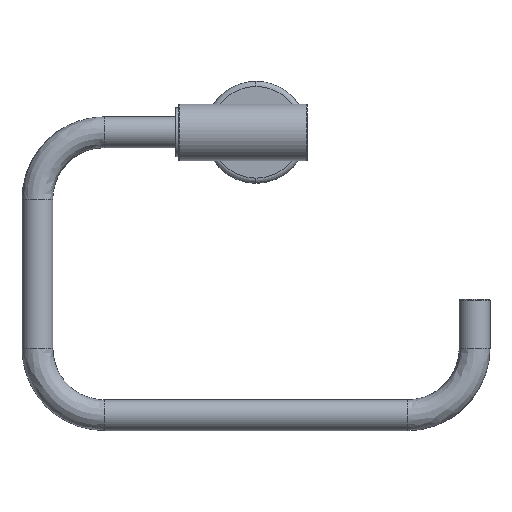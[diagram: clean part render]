
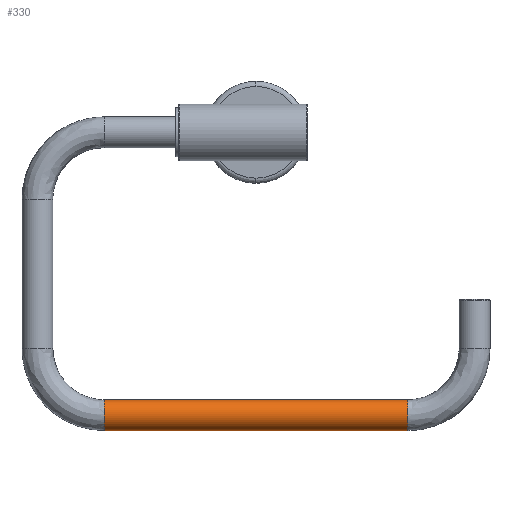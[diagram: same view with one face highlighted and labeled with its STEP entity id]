
A CAD part, front view. The second image highlights one B-rep face of the part: STEP entity #330.
In plain terms, the highlighted cylindrical face has radius 6 mm (diameter 12 mm), a partial arc.
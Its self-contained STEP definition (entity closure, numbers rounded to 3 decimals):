
#330=ADVANCED_FACE('',(#527),#2824,.T.);
#527=FACE_OUTER_BOUND('',#720,.T.);
#720=EDGE_LOOP('',(#1379,#1380,#1381,#1382));
#1379=ORIENTED_EDGE('',*,*,#1913,.T.);
#1380=ORIENTED_EDGE('',*,*,#1915,.T.);
#1381=ORIENTED_EDGE('',*,*,#1914,.T.);
#1382=ORIENTED_EDGE('',*,*,#1911,.F.);
#1911=EDGE_CURVE('',#2648,#2649,#2214,.T.);
#1913=EDGE_CURVE('',#2648,#2650,#2396,.T.);
#1914=EDGE_CURVE('',#2651,#2649,#2397,.T.);
#1915=EDGE_CURVE('',#2650,#2651,#2216,.T.);
#2214=(
BOUNDED_CURVE()
B_SPLINE_CURVE(2,(#6423,#6424,#6425,#6426,#6427),.UNSPECIFIED.,.F.,.F.)
B_SPLINE_CURVE_WITH_KNOTS((3,2,3),(-18.85,-9.425,
0.),.UNSPECIFIED.)
CURVE()
GEOMETRIC_REPRESENTATION_ITEM()
RATIONAL_B_SPLINE_CURVE((1.,0.707,1.,0.707,1.))
REPRESENTATION_ITEM('')
);
#2216=(
BOUNDED_CURVE()
B_SPLINE_CURVE(2,(#6437,#6438,#6439,#6440,#6441),.UNSPECIFIED.,.F.,.F.)
B_SPLINE_CURVE_WITH_KNOTS((3,2,3),(-18.85,-9.425,
0.),.UNSPECIFIED.)
CURVE()
GEOMETRIC_REPRESENTATION_ITEM()
RATIONAL_B_SPLINE_CURVE((1.,0.707,1.,0.707,1.))
REPRESENTATION_ITEM('')
);
#2396=B_SPLINE_CURVE_WITH_KNOTS('',1,(#6433,#6434),.UNSPECIFIED.,.F.,.F.,
(2,2),(-118.,0.),.UNSPECIFIED.);
#2397=B_SPLINE_CURVE_WITH_KNOTS('',1,(#6435,#6436),.UNSPECIFIED.,.F.,.F.,
(2,2),(-118.,0.),.UNSPECIFIED.);
#2648=VERTEX_POINT('',#6375);
#2649=VERTEX_POINT('',#6376);
#2650=VERTEX_POINT('',#6377);
#2651=VERTEX_POINT('',#6378);
#2824=CYLINDRICAL_SURFACE('',#3248,6.);
#3248=AXIS2_PLACEMENT_3D('',#6171,#3418,$);
#3418=DIRECTION('',(0.,0.,-1.));
#6171=CARTESIAN_POINT('',(0.,-55.,0.));
#6375=CARTESIAN_POINT('',(0.,-49.,59.));
#6376=CARTESIAN_POINT('',(0.,-61.,59.));
#6377=CARTESIAN_POINT('',(0.,-49.,-59.));
#6378=CARTESIAN_POINT('',(0.,-61.,-59.));
#6423=CARTESIAN_POINT('',(0.,-49.,59.));
#6424=CARTESIAN_POINT('',(-6.,-49.,59.));
#6425=CARTESIAN_POINT('',(-6.,-55.,59.));
#6426=CARTESIAN_POINT('',(-6.,-61.,59.));
#6427=CARTESIAN_POINT('',(0.,-61.,59.));
#6433=CARTESIAN_POINT('',(0.,-49.,59.));
#6434=CARTESIAN_POINT('',(0.,-49.,-59.));
#6435=CARTESIAN_POINT('',(0.,-61.,-59.));
#6436=CARTESIAN_POINT('',(0.,-61.,59.));
#6437=CARTESIAN_POINT('',(0.,-49.,-59.));
#6438=CARTESIAN_POINT('',(-6.,-49.,-59.));
#6439=CARTESIAN_POINT('',(-6.,-55.,-59.));
#6440=CARTESIAN_POINT('',(-6.,-61.,-59.));
#6441=CARTESIAN_POINT('',(0.,-61.,-59.));
